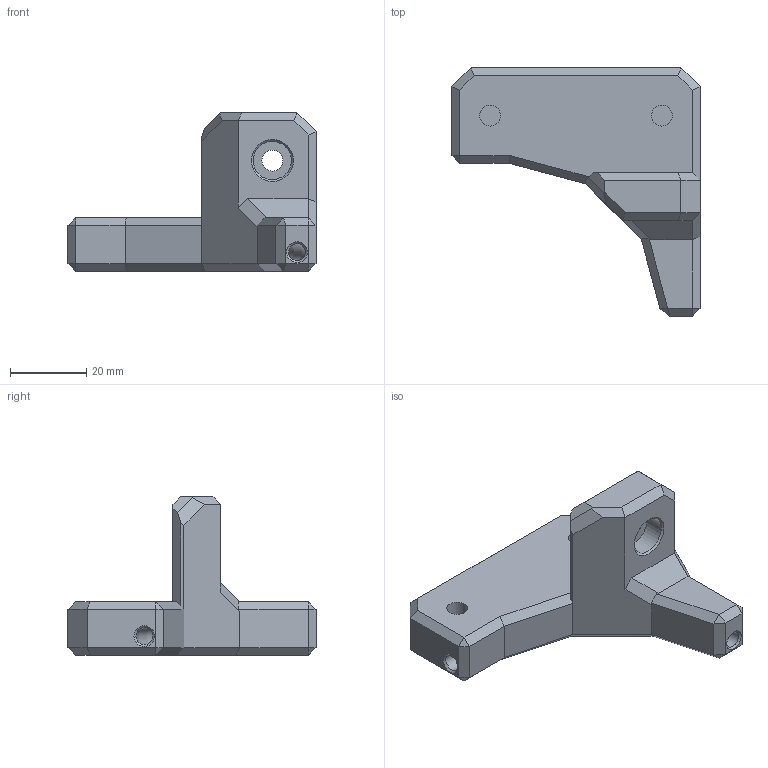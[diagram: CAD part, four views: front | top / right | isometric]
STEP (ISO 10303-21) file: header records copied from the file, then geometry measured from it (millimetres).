
FILE_DESCRIPTION(/* description */ (''),/* implementation_level */ '2;1');
FILE_NAME(/* name */ '3030_spool_holder_guide.step',/* time_stamp */ '2022-06-24T11:47:14+01:00',/* author */ (''),/* organization */ (''),/* preprocessor_version */ 'ST-DEVELOPER v19',/* originating_system */ 'Autodesk Translation Framework v11.7.0.108',/* authorisation */ '');
FILE_SCHEMA (('AUTOMOTIVE_DESIGN { 1 0 10303 214 3 1 1 }'));
Length unit declared in the file: millimetre
Products named in the file (1): 3030_spool_holder_guide
Bounding box: 65 x 65 x 41.5 mm (x, y, z)
Volume: 38214.1 mm3; surface area: 11459.8 mm2
Topology: 1 solids, 1 shells, 78 faces, 171 edges, 100 vertices
Faces by surface type: plane 65, cylinder 7, cone 4, bspline 1, torus 1
Full cylindrical faces by diameter (mm): 4.4 x1, 5.5 x3, 9.5 x2, 10 x1
Entity records: 2152 total; most frequent: CARTESIAN_POINT 407, DIRECTION 347, ORIENTED_EDGE 342, EDGE_CURVE 171, LINE 147, VECTOR 147, VERTEX_POINT 100, AXIS2_PLACEMENT_3D 100
